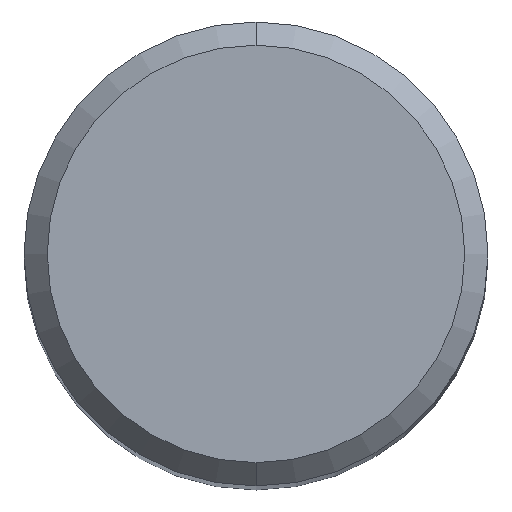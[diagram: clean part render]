
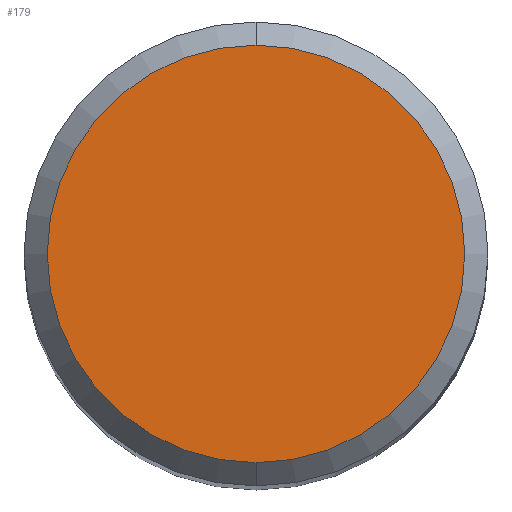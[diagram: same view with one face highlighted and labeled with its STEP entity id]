
A CAD part, top view. The second image highlights one B-rep face of the part: STEP entity #179.
In plain terms, the highlighted planar face has unit normal (0, 0, 1).
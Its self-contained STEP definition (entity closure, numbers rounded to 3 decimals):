
#179=ADVANCED_FACE('',(#473),#474,.T.);
#185=VERTEX_POINT('',#480);
#289=VERTEX_POINT('',#591);
#303=EDGE_CURVE('',#289,#185,#605,.T.);
#439=EDGE_CURVE('',#185,#289,#758,.T.);
#473=FACE_OUTER_BOUND('',#787,.T.);
#474=PLANE('',#788);
#480=CARTESIAN_POINT('',(0.,-3.6,0.0));
#591=CARTESIAN_POINT('',(0.0,3.6,0.0));
#605=CIRCLE('',#1111,3.6);
#758=CIRCLE('',#1389,3.6);
#787=EDGE_LOOP('',(#1419,#1420));
#788=AXIS2_PLACEMENT_3D('',#1421,#1422,#1423);
#1111=AXIS2_PLACEMENT_3D('',#1530,#1531,#1532);
#1389=AXIS2_PLACEMENT_3D('',#1724,#1725,#1726);
#1419=ORIENTED_EDGE('',*,*,#303,.F.);
#1420=ORIENTED_EDGE('',*,*,#439,.F.);
#1421=CARTESIAN_POINT('',(0.0,1.8,0.0));
#1422=DIRECTION('',(-0.0,0.0,1.0));
#1423=DIRECTION('',(0.0,-1.0,0.0));
#1530=CARTESIAN_POINT('',(0.0,0.0,0.0));
#1531=DIRECTION('',(0.0,0.0,-1.0));
#1532=DIRECTION('',(0.0,1.0,0.0));
#1724=CARTESIAN_POINT('',(0.0,0.0,0.0));
#1725=DIRECTION('',(0.0,0.0,-1.0));
#1726=DIRECTION('',(0.0,1.0,0.0));
